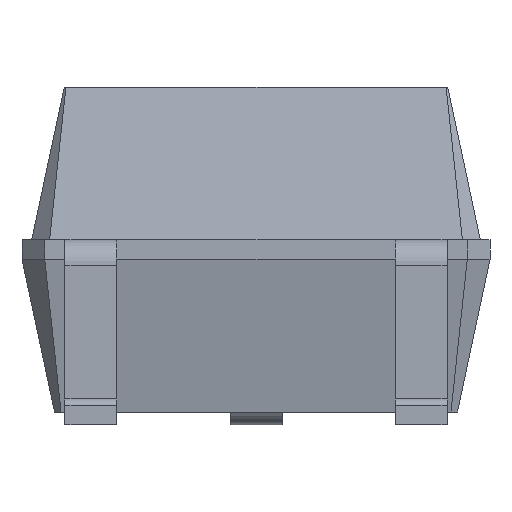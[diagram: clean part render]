
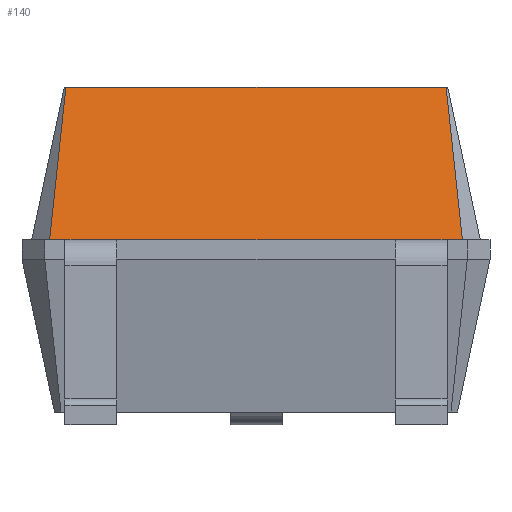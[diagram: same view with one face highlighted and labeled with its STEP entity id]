
A CAD part, left-side view. The second image highlights one B-rep face of the part: STEP entity #140.
In plain terms, the highlighted free-form (B-spline) face has degree [1, 1] with [2, 2] control points.
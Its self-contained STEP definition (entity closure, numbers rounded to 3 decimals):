
#73=VERTEX_POINT('',#74);
#74=CARTESIAN_POINT('',(-1.875,-1.463,2.6));
#79=EDGE_CURVE('',#73,#80,#82,.T.);
#80=VERTEX_POINT('',#81);
#81=CARTESIAN_POINT('',(-1.875,1.463,2.6));
#82=LINE('',#74,#83);
#83=VECTOR('',#84,1.);
#84=DIRECTION('',(0.,1.,0.));
#117=VERTEX_POINT('',#118);
#118=CARTESIAN_POINT('',(-2.125,1.588,1.425));
#123=EDGE_CURVE('',#117,#80,#124,.T.);
#124=B_SPLINE_CURVE_WITH_KNOTS('',1,(#118,#81),.UNSPECIFIED.,.F.,.F.,(2,2),(0.,1.),.PIECEWISE_BEZIER_KNOTS.);
#140=ADVANCED_FACE('',(#141),#169,.F.);
#141=FACE_BOUND('',#142,.F.);
#142=EDGE_LOOP('',(#143,#150,#154,#158,#162,#164,#165,#166));
#143=ORIENTED_EDGE('',*,*,#144,.T.);
#144=EDGE_CURVE('',#145,#147,#149,.T.);
#145=VERTEX_POINT('',#146);
#146=CARTESIAN_POINT('',(-2.125,-1.588,1.425));
#147=VERTEX_POINT('',#148);
#148=CARTESIAN_POINT('',(-2.125,-1.47,1.425));
#149=LINE('',#146,#83);
#150=ORIENTED_EDGE('',*,*,#151,.T.);
#151=EDGE_CURVE('',#147,#152,#149,.T.);
#152=VERTEX_POINT('',#153);
#153=CARTESIAN_POINT('',(-2.125,-1.07,1.425));
#154=ORIENTED_EDGE('',*,*,#155,.T.);
#155=EDGE_CURVE('',#152,#156,#149,.T.);
#156=VERTEX_POINT('',#157);
#157=CARTESIAN_POINT('',(-2.125,1.07,1.425));
#158=ORIENTED_EDGE('',*,*,#159,.T.);
#159=EDGE_CURVE('',#156,#160,#149,.T.);
#160=VERTEX_POINT('',#161);
#161=CARTESIAN_POINT('',(-2.125,1.47,1.425));
#162=ORIENTED_EDGE('',*,*,#163,.T.);
#163=EDGE_CURVE('',#160,#117,#149,.T.);
#164=ORIENTED_EDGE('',*,*,#123,.T.);
#165=ORIENTED_EDGE('',*,*,#79,.F.);
#166=ORIENTED_EDGE('',*,*,#167,.F.);
#167=EDGE_CURVE('',#145,#73,#168,.T.);
#168=B_SPLINE_CURVE_WITH_KNOTS('',1,(#146,#74),.UNSPECIFIED.,.F.,.F.,(2,2),(0.,1.),.PIECEWISE_BEZIER_KNOTS.);
#169=B_SPLINE_SURFACE_WITH_KNOTS('',1,1,((#146,#74),(#118,#81)),.UNSPECIFIED.,.F.,.F.,.F.,(2,2),(2,2),(0.,3.175),(0.,1.),.PIECEWISE_BEZIER_KNOTS.);
